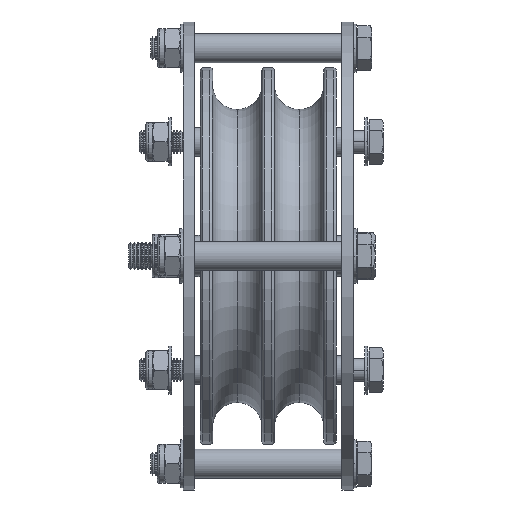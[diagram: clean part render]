
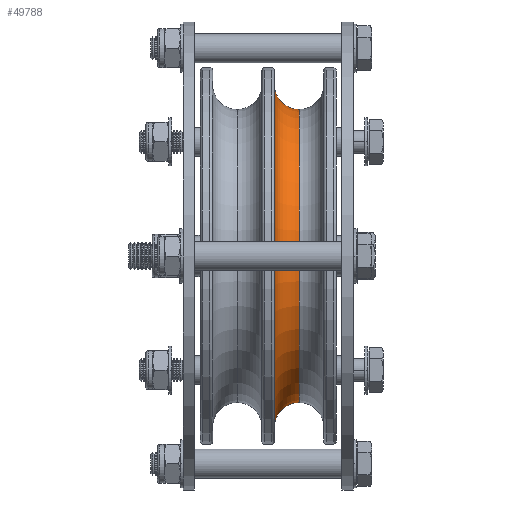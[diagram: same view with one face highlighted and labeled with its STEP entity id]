
A CAD part, front view. The second image highlights one B-rep face of the part: STEP entity #49788.
In plain terms, the highlighted toroidal (fillet/blend) face has major radius 75 mm and minor radius 10.8 mm.
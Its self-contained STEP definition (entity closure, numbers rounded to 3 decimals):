
#887 = AXIS2_PLACEMENT_3D ( 'NONE', #41613, #19350, #40902 ) ;
#3005 = TOROIDAL_SURFACE ( 'NONE', #54491, 75., 10.8 ) ;
#3186 = EDGE_CURVE ( 'NONE', #22360, #58955, #29160, .T. ) ;
#4234 = DIRECTION ( 'NONE',  ( 0., 0., 1. ) ) ;
#4754 = ORIENTED_EDGE ( 'NONE', *, *, #3186, .F. ) ;
#7774 = CARTESIAN_POINT ( 'NONE',  ( 13.533, 0., -64.2 ) ) ;
#8173 = ORIENTED_EDGE ( 'NONE', *, *, #70428, .T. ) ;
#9558 = CARTESIAN_POINT ( 'NONE',  ( 13.533, 0., 64.2 ) ) ;
#13227 = CIRCLE ( 'NONE', #17666, 10.8 ) ;
#13235 = CARTESIAN_POINT ( 'NONE',  ( 13.533, 0., 0. ) ) ;
#13349 = DIRECTION ( 'NONE',  ( -1., 0., 0. ) ) ;
#13553 = AXIS2_PLACEMENT_3D ( 'NONE', #48916, #59564, #42613 ) ;
#16337 = ORIENTED_EDGE ( 'NONE', *, *, #45009, .T. ) ;
#17666 = AXIS2_PLACEMENT_3D ( 'NONE', #64562, #31363, #4234 ) ;
#18492 = VERTEX_POINT ( 'NONE', #18699 ) ;
#18699 = CARTESIAN_POINT ( 'NONE',  ( 2.733, 0., -75. ) ) ;
#19350 = DIRECTION ( 'NONE',  ( 0., -1., 0. ) ) ;
#22360 = VERTEX_POINT ( 'NONE', #50175 ) ;
#24476 = CARTESIAN_POINT ( 'NONE',  ( 2.733, 0., 0. ) ) ;
#27609 = CIRCLE ( 'NONE', #13553, 64.2 ) ;
#29160 = CIRCLE ( 'NONE', #887, 10.8 ) ;
#31363 = DIRECTION ( 'NONE',  ( 0., 1., 0. ) ) ;
#31848 = EDGE_CURVE ( 'NONE', #18492, #22360, #32977, .T. ) ;
#32977 = CIRCLE ( 'NONE', #61420, 75. ) ;
#35483 = EDGE_LOOP ( 'NONE', ( #16337, #8173, #4754, #54355 ) ) ;
#35983 = FACE_OUTER_BOUND ( 'NONE', #35483, .T. ) ;
#40492 = DIRECTION ( 'NONE',  ( 0., 0., 1. ) ) ;
#40902 = DIRECTION ( 'NONE',  ( 0., 0., -1. ) ) ;
#41613 = CARTESIAN_POINT ( 'NONE',  ( 13.533, 0., 75. ) ) ;
#42613 = DIRECTION ( 'NONE',  ( 0., 0., 1. ) ) ;
#45009 = EDGE_CURVE ( 'NONE', #18492, #53693, #13227, .T. ) ;
#48916 = CARTESIAN_POINT ( 'NONE',  ( 13.533, 0., 0. ) ) ;
#49788 = ADVANCED_FACE ( 'NONE', ( #35983 ), #3005, .F. ) ;
#50175 = CARTESIAN_POINT ( 'NONE',  ( 2.733, 0., 75. ) ) ;
#53693 = VERTEX_POINT ( 'NONE', #7774 ) ;
#54355 = ORIENTED_EDGE ( 'NONE', *, *, #31848, .F. ) ;
#54491 = AXIS2_PLACEMENT_3D ( 'NONE', #13235, #57299, #68982 ) ;
#57299 = DIRECTION ( 'NONE',  ( -1., 0., 0. ) ) ;
#58955 = VERTEX_POINT ( 'NONE', #9558 ) ;
#59564 = DIRECTION ( 'NONE',  ( -1., 0., 0. ) ) ;
#61420 = AXIS2_PLACEMENT_3D ( 'NONE', #24476, #13349, #40492 ) ;
#64562 = CARTESIAN_POINT ( 'NONE',  ( 13.533, 0., -75. ) ) ;
#68982 = DIRECTION ( 'NONE',  ( 0., 0., 1. ) ) ;
#70428 = EDGE_CURVE ( 'NONE', #53693, #58955, #27609, .T. ) ;
